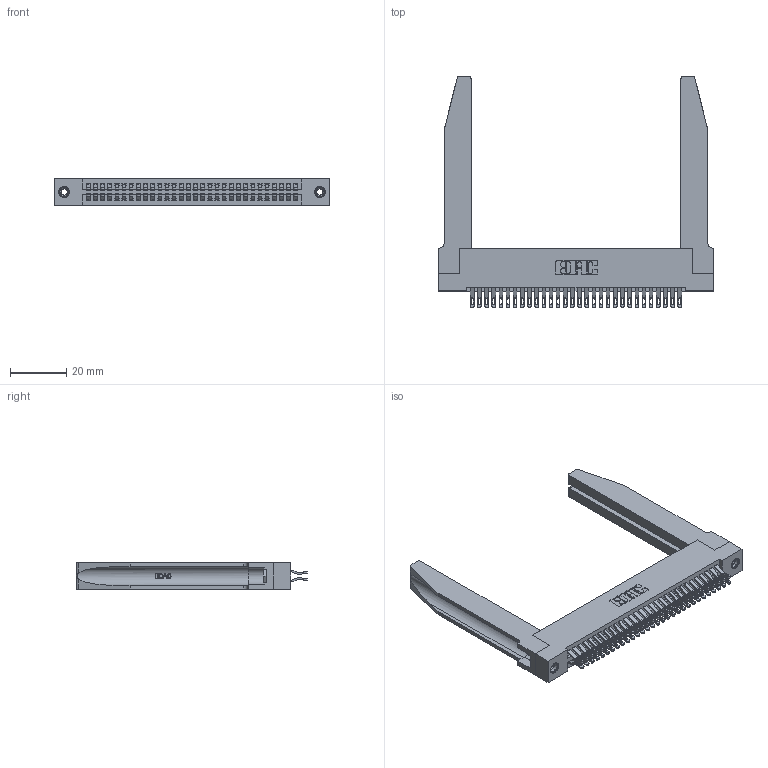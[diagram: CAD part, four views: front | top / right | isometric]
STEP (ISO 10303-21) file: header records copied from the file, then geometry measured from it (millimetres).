
FILE_DESCRIPTION (( 'STEP AP203' ), '1' );
FILE_NAME ('345-060-555-278.STEP', '2019-10-30T08:45:51', ( '' ), ( '' ), 'SwSTEP 2.0', 'SolidWorks 2016', '' );
FILE_SCHEMA (( 'CONFIG_CONTROL_DESIGN' ));
Length unit declared in the file: inch
Products named in the file (5): 345-250-001_345-250-001-102; 345-220-078_345-220-078; 345 Part_Flush Mounting Lugs - 0.156 Dia-TH; 345-060-555-278; 345-292-001_555 Tail
Assembly tree (65 placements, depth 2):
  345-060-555-278
    345 Part_Flush Mounting Lugs - 0.156 Dia-TH
    345-292-001_555 Tail  x60
    345-250-001_345-250-001-102  x2
    345-220-078_345-220-078  x2
Bounding box: 97.43 x 82.09 x 9.4 mm (x, y, z)
Volume: 17298 mm3; surface area: 21294.6 mm2
Topology: 65 solids, 65 shells, 3720 faces, 11569 edges, 7702 vertices
Faces by surface type: plane 2082, cylinder 1586, bspline 36, cone 12, torus 4
Entity records: 30220 total; most frequent: CARTESIAN_POINT 6029, ORIENTED_EDGE 4830, DIRECTION 4293, EDGE_CURVE 2415, LINE 2049, VECTOR 2049, VERTEX_POINT 1604, AXIS2_PLACEMENT_3D 1122
